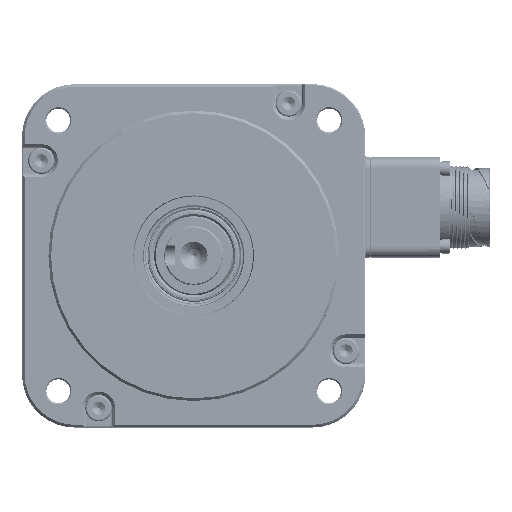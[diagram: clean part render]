
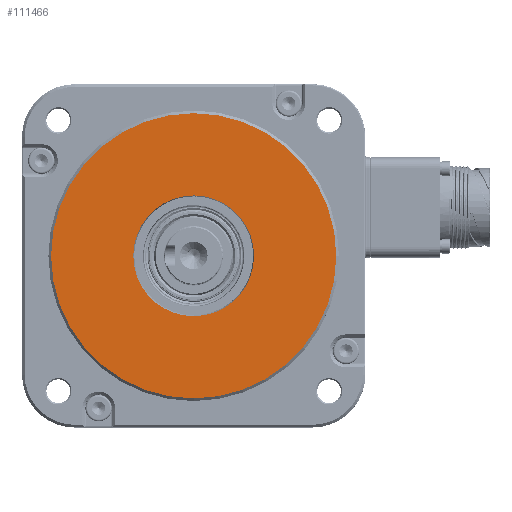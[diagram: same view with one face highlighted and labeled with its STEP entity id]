
A CAD part, top view. The second image highlights one B-rep face of the part: STEP entity #111466.
In plain terms, the highlighted planar face has unit normal (0, 0, 1).
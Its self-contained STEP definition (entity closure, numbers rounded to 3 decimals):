
#14002 = DIRECTION ( 'NONE',  ( 0., 0., -1. ) ) ;
#14487 = DIRECTION ( 'NONE',  ( 0., 0., -1. ) ) ;
#16701 = ORIENTED_EDGE ( 'NONE', *, *, #158051, .T. ) ;
#17079 = ORIENTED_EDGE ( 'NONE', *, *, #24319, .T. ) ;
#24319 = EDGE_CURVE ( 'NONE', #65570, #73166, #134674, .T. ) ;
#26625 = CARTESIAN_POINT ( 'NONE',  ( -54., 0., 40.827 ) ) ;
#28257 = AXIS2_PLACEMENT_3D ( 'NONE', #75715, #169002, #89077 ) ;
#30961 = DIRECTION ( 'NONE',  ( 0., 0., 1. ) ) ;
#36879 = AXIS2_PLACEMENT_3D ( 'NONE', #94007, #14002, #107464 ) ;
#39472 = CARTESIAN_POINT ( 'NONE',  ( 54., 0., 40.827 ) ) ;
#45112 = EDGE_CURVE ( 'NONE', #120824, #114969, #167143, .T. ) ;
#46873 = DIRECTION ( 'NONE',  ( 0., 0., -1. ) ) ;
#51149 = EDGE_LOOP ( 'NONE', ( #17079, #161430 ) ) ;
#54940 = FACE_OUTER_BOUND ( 'NONE', #71970, .T. ) ;
#65570 = VERTEX_POINT ( 'NONE', #153488 ) ;
#68935 = AXIS2_PLACEMENT_3D ( 'NONE', #110990, #30961, #124411 ) ;
#71970 = EDGE_LOOP ( 'NONE', ( #16701, #97007 ) ) ;
#73166 = VERTEX_POINT ( 'NONE', #107433 ) ;
#75715 = CARTESIAN_POINT ( 'NONE',  ( 0., 0., 40.827 ) ) ;
#89077 = DIRECTION ( 'NONE',  ( 1., 0., 0. ) ) ;
#94007 = CARTESIAN_POINT ( 'NONE',  ( 0., 0., 40.827 ) ) ;
#97007 = ORIENTED_EDGE ( 'NONE', *, *, #45112, .T. ) ;
#103371 = EDGE_CURVE ( 'NONE', #73166, #65570, #134040, .T. ) ;
#104059 = CIRCLE ( 'NONE', #28257, 54. ) ;
#107433 = CARTESIAN_POINT ( 'NONE',  ( 0., -22.864, 40.827 ) ) ;
#107464 = DIRECTION ( 'NONE',  ( -1., 0., 0. ) ) ;
#107950 = DIRECTION ( 'NONE',  ( -1., 0., 0. ) ) ;
#110990 = CARTESIAN_POINT ( 'NONE',  ( 0., 0., 40.827 ) ) ;
#111466 = ADVANCED_FACE ( 'NONE', ( #161470, #54940 ), #147619, .F. ) ;
#114969 = VERTEX_POINT ( 'NONE', #26625 ) ;
#120824 = VERTEX_POINT ( 'NONE', #39472 ) ;
#124411 = DIRECTION ( 'NONE',  ( 1., 0., 0. ) ) ;
#126831 = CARTESIAN_POINT ( 'NONE',  ( 0., 0., 40.827 ) ) ;
#134040 = CIRCLE ( 'NONE', #36879, 22.864 ) ;
#134674 = CIRCLE ( 'NONE', #165179, 22.864 ) ;
#140244 = DIRECTION ( 'NONE',  ( -1., 0., 0. ) ) ;
#147619 = PLANE ( 'NONE',  #163156 ) ;
#153488 = CARTESIAN_POINT ( 'NONE',  ( 0., 22.864, 40.827 ) ) ;
#158051 = EDGE_CURVE ( 'NONE', #114969, #120824, #104059, .T. ) ;
#161058 = CARTESIAN_POINT ( 'NONE',  ( 0., 0., 40.827 ) ) ;
#161430 = ORIENTED_EDGE ( 'NONE', *, *, #103371, .T. ) ;
#161470 = FACE_BOUND ( 'NONE', #51149, .T. ) ;
#163156 = AXIS2_PLACEMENT_3D ( 'NONE', #161058, #14487, #107950 ) ;
#165179 = AXIS2_PLACEMENT_3D ( 'NONE', #126831, #46873, #140244 ) ;
#167143 = CIRCLE ( 'NONE', #68935, 54. ) ;
#169002 = DIRECTION ( 'NONE',  ( 0., 0., 1. ) ) ;
